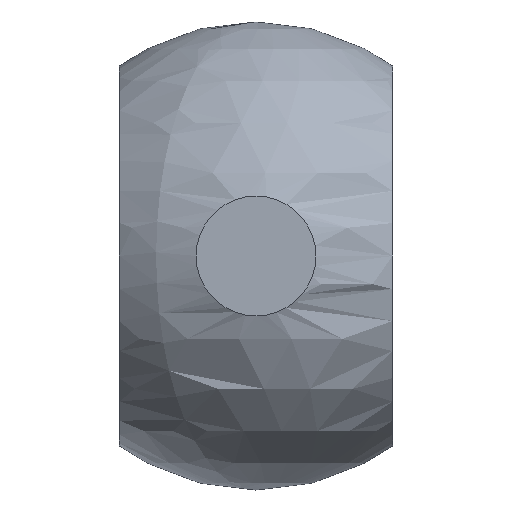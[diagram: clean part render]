
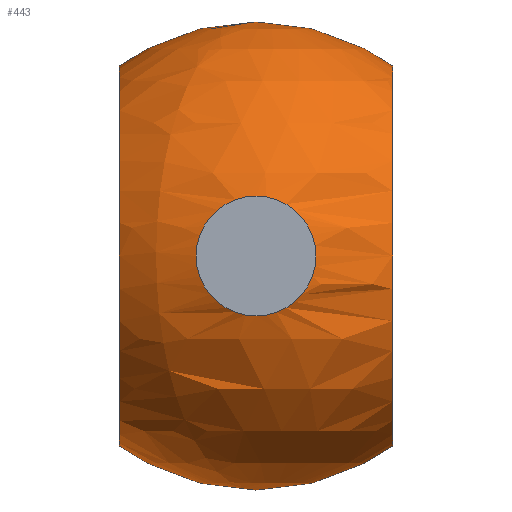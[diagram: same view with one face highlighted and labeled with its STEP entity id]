
A CAD part, front view. The second image highlights one B-rep face of the part: STEP entity #443.
In plain terms, the highlighted spherical face has radius 12 mm.
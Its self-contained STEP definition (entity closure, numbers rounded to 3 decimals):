
#390=CARTESIAN_POINT('',(0.,-11.6,-3.072));
#391=VERTEX_POINT('',#390);
#392=CARTESIAN_POINT('',(0.0,-11.6,0.0));
#393=DIRECTION('',(0.0,1.0,0.0));
#394=DIRECTION('',(0.0,0.0,-1.0));
#395=AXIS2_PLACEMENT_3D('',#392,#393,#394);
#396=CIRCLE('',#395,3.072);
#397=EDGE_CURVE('',#391,#391,#396,.T.);
#402=CARTESIAN_POINT('',(0.0,0.0,0.0));
#403=DIRECTION('',(0.0,0.0,1.0));
#404=DIRECTION('',(1.0,0.0,0.0));
#405=AXIS2_PLACEMENT_3D('',#402,#403,#404);
#406=SPHERICAL_SURFACE('',#405,12.);
#407=ORIENTED_EDGE('',*,*,#397,.T.);
#408=EDGE_LOOP('',(#407));
#409=FACE_OUTER_BOUND('',#408,.T.);
#410=CARTESIAN_POINT('',(7.,0.0,-9.747));
#411=VERTEX_POINT('',#410);
#412=CARTESIAN_POINT('',(7.,0.0,0.));
#413=DIRECTION('',(-1.0,0.0,0.0));
#414=DIRECTION('',(0.0,0.0,-1.0));
#415=AXIS2_PLACEMENT_3D('',#412,#413,#414);
#416=CIRCLE('',#415,9.747);
#417=EDGE_CURVE('',#411,#411,#416,.T.);
#418=ORIENTED_EDGE('',*,*,#417,.T.);
#419=EDGE_LOOP('',(#418));
#420=FACE_BOUND('',#419,.T.);
#421=CARTESIAN_POINT('',(-7.,0.0,9.747));
#422=VERTEX_POINT('',#421);
#423=CARTESIAN_POINT('',(-7.,0.0,0.0));
#424=DIRECTION('',(1.0,0.0,0.0));
#425=DIRECTION('',(0.0,0.0,1.0));
#426=AXIS2_PLACEMENT_3D('',#423,#424,#425);
#427=CIRCLE('',#426,9.747);
#428=EDGE_CURVE('',#422,#422,#427,.T.);
#429=ORIENTED_EDGE('',*,*,#428,.T.);
#430=EDGE_LOOP('',(#429));
#431=FACE_BOUND('',#430,.T.);
#432=CARTESIAN_POINT('',(0.,9.961,6.692));
#433=VERTEX_POINT('',#432);
#434=CARTESIAN_POINT('',(0.0,9.961,0.0));
#435=DIRECTION('',(0.0,-1.0,0.0));
#436=DIRECTION('',(0.0,0.0,1.0));
#437=AXIS2_PLACEMENT_3D('',#434,#435,#436);
#438=CIRCLE('',#437,6.692);
#439=EDGE_CURVE('',#433,#433,#438,.T.);
#440=ORIENTED_EDGE('',*,*,#439,.T.);
#441=EDGE_LOOP('',(#440));
#442=FACE_BOUND('',#441,.T.);
#443=ADVANCED_FACE('',(#409,#420,#431,#442),#406,.T.);
